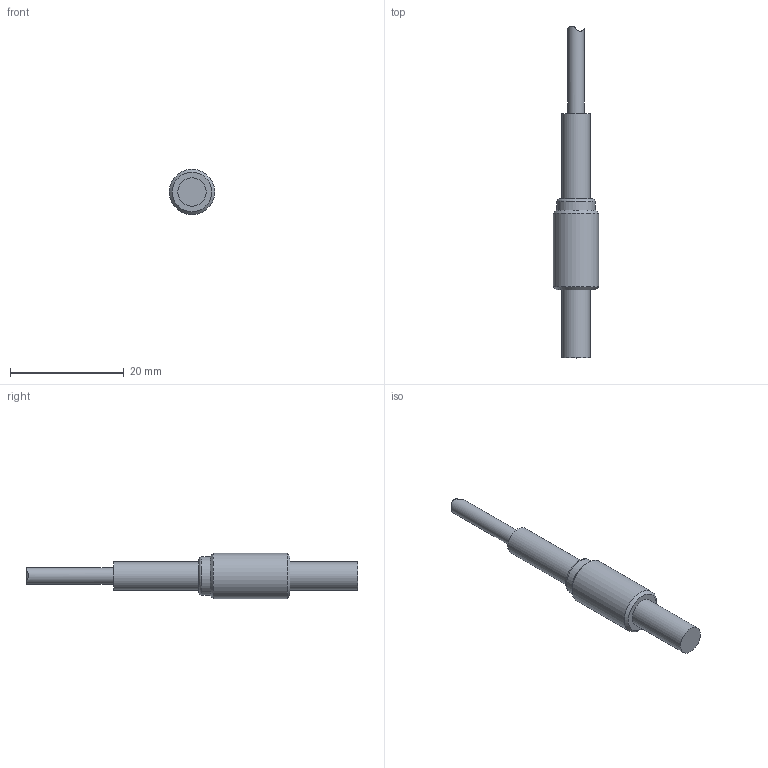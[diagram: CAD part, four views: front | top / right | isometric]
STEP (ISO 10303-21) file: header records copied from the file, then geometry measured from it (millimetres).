
FILE_DESCRIPTION(/* description */ (''),/* implementation_level */ '2;1');
FILE_NAME(/* name */ 'KX0066_Shrinkwrap_1.stp',/* time_stamp */ '2022-06-15T11:39:55+02:00',/* author */ ('Krieger Anja'),/* organization */ (''),/* preprocessor_version */ 'ST-DEVELOPER v18.1',/* originating_system */ 'Autodesk Inventor 2021',/* authorisation */ '');
FILE_SCHEMA (('AUTOMOTIVE_DESIGN { 1 0 10303 214 3 1 1 }'));
Length unit declared in the file: millimetre
Products named in the file (1): KX0066_Shrinkwrap_1
Bounding box: 8 x 58.46 x 8 mm (x, y, z)
Volume: 884.6 mm3; surface area: 1738.4 mm2
Topology: 2 solids, 2 shells, 25 faces, 43 edges, 29 vertices
Faces by surface type: cylinder 11, plane 10, cone 3, torus 1
Full cylindrical faces by diameter (mm): 2.9 x1, 3.5 x1, 4 x1, 5 x2, 5.5 x1, 6 x1, 6.7 x1, 8 x1
Entity records: 763 total; most frequent: CARTESIAN_POINT 166, DIRECTION 117, ORIENTED_EDGE 86, AXIS2_PLACEMENT_3D 52, EDGE_CURVE 43, EDGE_LOOP 32, VERTEX_POINT 29, STYLED_ITEM 27
